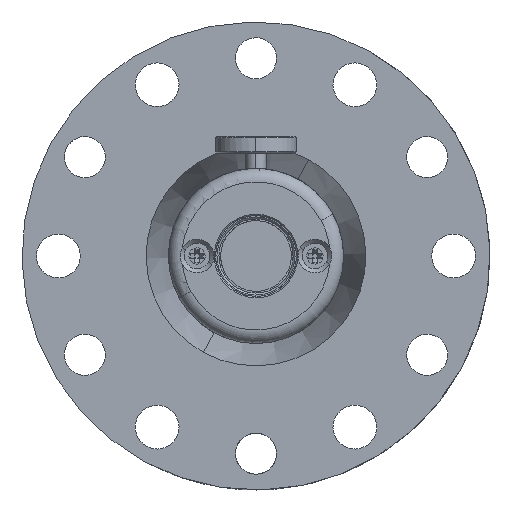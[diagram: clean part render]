
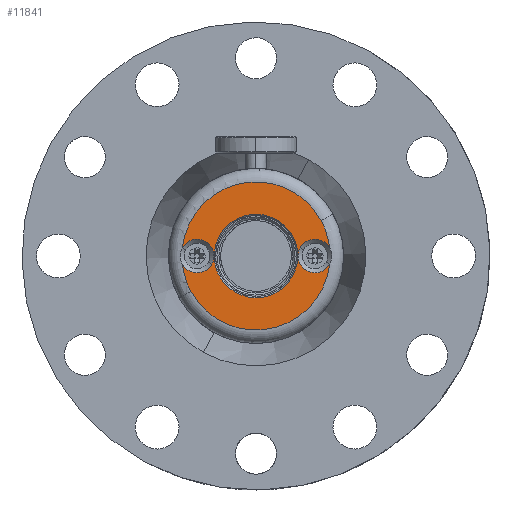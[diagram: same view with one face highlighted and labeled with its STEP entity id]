
A CAD part, front view. The second image highlights one B-rep face of the part: STEP entity #11841.
In plain terms, the highlighted planar face has unit normal (0, -1, 0).
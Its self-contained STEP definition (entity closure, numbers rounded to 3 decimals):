
#11635=AXIS2_PLACEMENT_3D('Circle Axis2P3D',#11633,#11634,$) ;
#11659=AXIS2_PLACEMENT_3D('Circle Axis2P3D',#11657,#11658,$) ;
#11683=AXIS2_PLACEMENT_3D('Circle Axis2P3D',#11681,#11682,$) ;
#11768=AXIS2_PLACEMENT_3D('Plane Axis2P3D',#11765,#11766,#11767) ;
#11772=AXIS2_PLACEMENT_3D('Circle Axis2P3D',#11770,#11771,$) ;
#11781=AXIS2_PLACEMENT_3D('Circle Axis2P3D',#11779,#11780,$) ;
#11788=AXIS2_PLACEMENT_3D('Circle Axis2P3D',#11786,#11787,$) ;
#11795=AXIS2_PLACEMENT_3D('Circle Axis2P3D',#11793,#11794,$) ;
#11802=AXIS2_PLACEMENT_3D('Circle Axis2P3D',#11800,#11801,$) ;
#11809=AXIS2_PLACEMENT_3D('Circle Axis2P3D',#11807,#11808,$) ;
#11816=AXIS2_PLACEMENT_3D('Circle Axis2P3D',#11814,#11815,$) ;
#11823=AXIS2_PLACEMENT_3D('Circle Axis2P3D',#11821,#11822,$) ;
#11630=CARTESIAN_POINT('Vertex',(-5.441,-173.6,-2.972)) ;
#11633=CARTESIAN_POINT('Axis2P3D Location',(0.,-173.6,0.)) ;
#11637=CARTESIAN_POINT('Vertex',(5.441,-173.6,2.972)) ;
#11657=CARTESIAN_POINT('Axis2P3D Location',(0.,-173.6,0.)) ;
#11661=CARTESIAN_POINT('Vertex',(-5.741,-173.6,-2.341)) ;
#11681=CARTESIAN_POINT('Axis2P3D Location',(0.,-173.6,0.)) ;
#11765=CARTESIAN_POINT('Axis2P3D Location',(-11.,-173.6,0.)) ;
#11770=CARTESIAN_POINT('Axis2P3D Location',(0.,-173.6,0.)) ;
#11774=CARTESIAN_POINT('Vertex',(10.932,-173.6,1.22)) ;
#11776=CARTESIAN_POINT('Vertex',(9.653,-173.6,5.274)) ;
#11779=CARTESIAN_POINT('Axis2P3D Location',(0.,-173.6,0.)) ;
#11783=CARTESIAN_POINT('Vertex',(-10.932,-173.6,1.22)) ;
#11786=CARTESIAN_POINT('Axis2P3D Location',(-8.75,-173.6,0.)) ;
#11790=CARTESIAN_POINT('Vertex',(-6.556,-173.6,-1.199)) ;
#11793=CARTESIAN_POINT('Axis2P3D Location',(-8.75,-173.6,0.)) ;
#11797=CARTESIAN_POINT('Vertex',(-10.932,-173.6,-1.22)) ;
#11800=CARTESIAN_POINT('Axis2P3D Location',(0.,-173.6,0.)) ;
#11804=CARTESIAN_POINT('Vertex',(-9.653,-173.6,-5.274)) ;
#11807=CARTESIAN_POINT('Axis2P3D Location',(0.,-173.6,0.)) ;
#11811=CARTESIAN_POINT('Vertex',(10.932,-173.6,-1.22)) ;
#11814=CARTESIAN_POINT('Axis2P3D Location',(8.75,-173.6,0.)) ;
#11818=CARTESIAN_POINT('Vertex',(6.556,-173.6,1.199)) ;
#11821=CARTESIAN_POINT('Axis2P3D Location',(8.75,-173.6,0.)) ;
#11634=DIRECTION('Axis2P3D Direction',(0.,-1.,0.)) ;
#11658=DIRECTION('Axis2P3D Direction',(0.,-1.,0.)) ;
#11682=DIRECTION('Axis2P3D Direction',(0.,-1.,0.)) ;
#11766=DIRECTION('Axis2P3D Direction',(0.,-1.,0.)) ;
#11767=DIRECTION('Axis2P3D XDirection',(-1.,0.,0.)) ;
#11771=DIRECTION('Axis2P3D Direction',(0.,-1.,0.)) ;
#11780=DIRECTION('Axis2P3D Direction',(0.,-1.,0.)) ;
#11787=DIRECTION('Axis2P3D Direction',(0.,-1.,0.)) ;
#11794=DIRECTION('Axis2P3D Direction',(0.,-1.,0.)) ;
#11801=DIRECTION('Axis2P3D Direction',(0.,-1.,0.)) ;
#11808=DIRECTION('Axis2P3D Direction',(0.,-1.,0.)) ;
#11815=DIRECTION('Axis2P3D Direction',(0.,-1.,0.)) ;
#11822=DIRECTION('Axis2P3D Direction',(0.,-1.,0.)) ;
#11827=ORIENTED_EDGE('',*,*,#11778,.T.) ;
#11828=ORIENTED_EDGE('',*,*,#11785,.T.) ;
#11829=ORIENTED_EDGE('',*,*,#11792,.F.) ;
#11830=ORIENTED_EDGE('',*,*,#11799,.F.) ;
#11831=ORIENTED_EDGE('',*,*,#11806,.T.) ;
#11832=ORIENTED_EDGE('',*,*,#11813,.T.) ;
#11833=ORIENTED_EDGE('',*,*,#11820,.F.) ;
#11834=ORIENTED_EDGE('',*,*,#11825,.F.) ;
#11837=ORIENTED_EDGE('',*,*,#11685,.F.) ;
#11838=ORIENTED_EDGE('',*,*,#11663,.F.) ;
#11839=ORIENTED_EDGE('',*,*,#11639,.F.) ;
#11840=FACE_BOUND('',#11836,.T.) ;
#11841=ADVANCED_FACE('Brep With Voids.1',(#11835,#11840),#11769,.T.) ;
#11636=CIRCLE('generated circle',#11635,6.2) ;
#11660=CIRCLE('generated circle',#11659,6.2) ;
#11684=CIRCLE('generated circle',#11683,6.2) ;
#11773=CIRCLE('generated circle',#11772,11.) ;
#11782=CIRCLE('generated circle',#11781,11.) ;
#11789=CIRCLE('generated circle',#11788,2.5) ;
#11796=CIRCLE('generated circle',#11795,2.5) ;
#11803=CIRCLE('generated circle',#11802,11.) ;
#11810=CIRCLE('generated circle',#11809,11.) ;
#11817=CIRCLE('generated circle',#11816,2.5) ;
#11824=CIRCLE('generated circle',#11823,2.5) ;
#11639=EDGE_CURVE('',#11631,#11638,#11636,.T.) ;
#11663=EDGE_CURVE('',#11638,#11662,#11660,.T.) ;
#11685=EDGE_CURVE('',#11662,#11631,#11684,.T.) ;
#11778=EDGE_CURVE('',#11775,#11777,#11773,.T.) ;
#11785=EDGE_CURVE('',#11777,#11784,#11782,.T.) ;
#11792=EDGE_CURVE('',#11791,#11784,#11789,.T.) ;
#11799=EDGE_CURVE('',#11798,#11791,#11796,.T.) ;
#11806=EDGE_CURVE('',#11798,#11805,#11803,.T.) ;
#11813=EDGE_CURVE('',#11805,#11812,#11810,.T.) ;
#11820=EDGE_CURVE('',#11819,#11812,#11817,.T.) ;
#11825=EDGE_CURVE('',#11775,#11819,#11824,.T.) ;
#11826=EDGE_LOOP('',(#11827,#11828,#11829,#11830,#11831,#11832,#11833,#11834)) ;
#11836=EDGE_LOOP('',(#11837,#11838,#11839)) ;
#11835=FACE_OUTER_BOUND('',#11826,.T.) ;
#11769=PLANE('',#11768) ;
#11631=VERTEX_POINT('',#11630) ;
#11638=VERTEX_POINT('',#11637) ;
#11662=VERTEX_POINT('',#11661) ;
#11775=VERTEX_POINT('',#11774) ;
#11777=VERTEX_POINT('',#11776) ;
#11784=VERTEX_POINT('',#11783) ;
#11791=VERTEX_POINT('',#11790) ;
#11798=VERTEX_POINT('',#11797) ;
#11805=VERTEX_POINT('',#11804) ;
#11812=VERTEX_POINT('',#11811) ;
#11819=VERTEX_POINT('',#11818) ;
